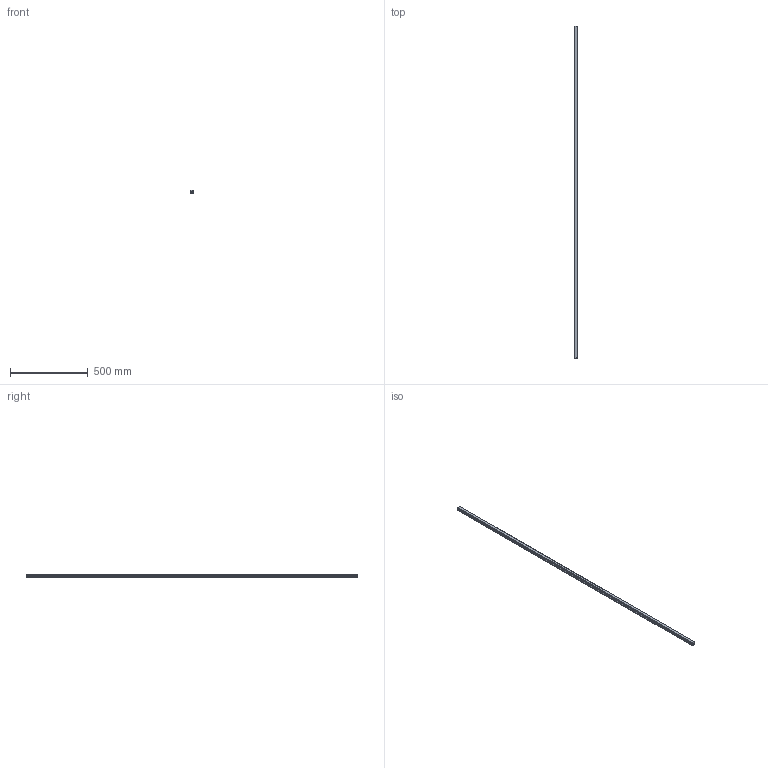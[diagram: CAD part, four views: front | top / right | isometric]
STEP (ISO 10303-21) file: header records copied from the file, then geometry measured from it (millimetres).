
FILE_DESCRIPTION(('STEP AP214'),'1');
FILE_NAME('cctmp_2F52916B-365F-4895-B58B-59E944C4D731_2021_01_25_12_01_32_0516..stp','2021-01-25T11:01:32',('HIWIN GmbH'),('CADClick - www.CADClick.com'),'Spatial InterOp 3D',' ','unknown authorization');
FILE_SCHEMA(('AUTOMOTIVE_DESIGN'));
Length unit declared in the file: millimetre
Products named in the file (1): HGR25T2140C_FILE
Bounding box: 23 x 2140 x 22 mm (x, y, z)
Volume: 925156.2 mm3; surface area: 203460.3 mm2
Topology: 1 solids, 1 shells, 363 faces, 1107 edges, 678 vertices
Faces by surface type: plane 197, cylinder 94, cone 72
Entity records: 14925 total; most frequent: DIRECTION 2239, CARTESIAN_POINT 2077, ORIENTED_EDGE 2070, EDGE_CURVE 1035, AXIS2_PLACEMENT_3D 840, VERTEX_POINT 678, LINE 559, VECTOR 559
